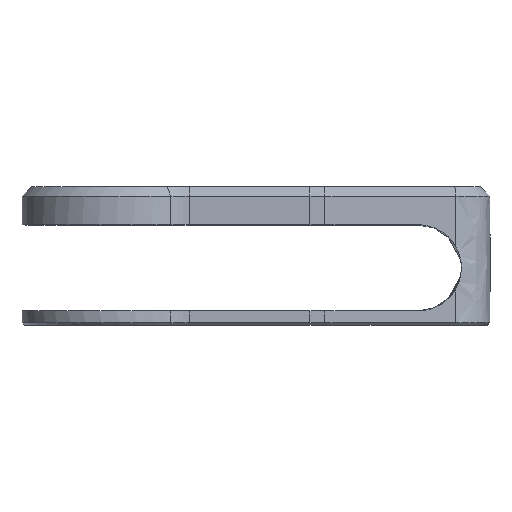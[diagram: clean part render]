
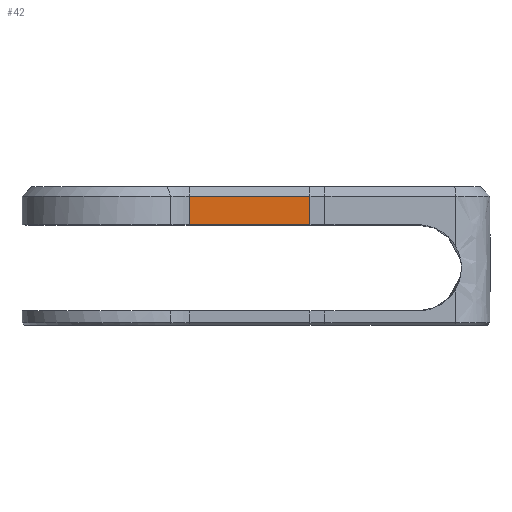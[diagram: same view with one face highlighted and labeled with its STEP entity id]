
A CAD part, top view. The second image highlights one B-rep face of the part: STEP entity #42.
In plain terms, the highlighted free-form (B-spline) face has degree [1, 1] with [2, 2] control points.
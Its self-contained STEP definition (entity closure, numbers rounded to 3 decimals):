
#42=ADVANCED_FACE('',(#211),#4991,.T.);
#211=FACE_OUTER_BOUND('',#380,.T.);
#380=EDGE_LOOP('',(#597,#598,#599,#600));
#597=ORIENTED_EDGE('',*,*,#4204,.T.);
#598=ORIENTED_EDGE('',*,*,#4205,.T.);
#599=ORIENTED_EDGE('',*,*,#4206,.T.);
#600=ORIENTED_EDGE('',*,*,#4207,.T.);
#1755=PCURVE('',#4991,#2735);
#1756=PCURVE('',#4991,#2736);
#1757=PCURVE('',#4991,#2737);
#1758=PCURVE('',#4991,#2738);
#2011=PCURVE('',#5107,#2991);
#2296=PCURVE('',#5042,#3276);
#2340=PCURVE('',#5127,#3320);
#2634=PCURVE('',#5095,#3614);
#2735=DEFINITIONAL_REPRESENTATION('',(#5241),#12956);
#2736=DEFINITIONAL_REPRESENTATION('',(#5243),#12956);
#2737=DEFINITIONAL_REPRESENTATION('',(#5245),#12956);
#2738=DEFINITIONAL_REPRESENTATION('',(#5247),#12956);
#2991=DEFINITIONAL_REPRESENTATION('',(#5660),#12956);
#3276=DEFINITIONAL_REPRESENTATION('',(#6052),#12956);
#3320=DEFINITIONAL_REPRESENTATION('',(#6096),#12956);
#3614=DEFINITIONAL_REPRESENTATION('',(#6417),#12956);
#3714=SURFACE_CURVE('',#5240,(#1755,#2296),.PCURVE_S1.);
#3715=SURFACE_CURVE('',#5242,(#1756,#2340),.PCURVE_S1.);
#3716=SURFACE_CURVE('',#5244,(#1757,#2634),.PCURVE_S1.);
#3717=SURFACE_CURVE('',#5246,(#1758,#2011),.PCURVE_S1.);
#4204=EDGE_CURVE('',#4693,#4694,#3714,.T.);
#4205=EDGE_CURVE('',#4694,#4695,#3715,.T.);
#4206=EDGE_CURVE('',#4695,#4696,#3716,.T.);
#4207=EDGE_CURVE('',#4696,#4693,#3717,.T.);
#4693=VERTEX_POINT('',#8095);
#4694=VERTEX_POINT('',#8096);
#4695=VERTEX_POINT('',#8097);
#4696=VERTEX_POINT('',#8098);
#4991=B_SPLINE_SURFACE_WITH_KNOTS('',1,1,((#6579,#6580),(#6581,#6582)),
 .UNSPECIFIED.,.F.,.F.,.F.,(2,2),(2,2),(-15.194,15.194),
(105.665,112.889),.UNSPECIFIED.);
#5042=B_SPLINE_SURFACE_WITH_KNOTS('',1,1,((#7359,#7360),(#7361,#7362)),
 .UNSPECIFIED.,.F.,.F.,.F.,(2,2),(2,2),(-27.846,2.542),
(-0.3,3.128),.UNSPECIFIED.);
#5095=B_SPLINE_SURFACE_WITH_KNOTS('',1,1,((#7972,#7973),(#7974,#7975)),
 .UNSPECIFIED.,.F.,.F.,.F.,(2,2),(2,2),(-7.334,75.745),
(-48.164,61.686),.UNSPECIFIED.);
#5107=(
BOUNDED_SURFACE()
B_SPLINE_SURFACE(2,1,((#6879,#6880),(#6881,#6882),(#6883,#6884)),
 .UNSPECIFIED.,.F.,.F.,.F.)
B_SPLINE_SURFACE_WITH_KNOTS((3,3),(2,2),(0.,6.824),(0.,7.224),
 .UNSPECIFIED.)
GEOMETRIC_REPRESENTATION_ITEM()
RATIONAL_B_SPLINE_SURFACE(((1.,1.),(0.994,0.994),
(1.,1.)))
REPRESENTATION_ITEM('')
SURFACE()
);
#5127=(
BOUNDED_SURFACE()
B_SPLINE_SURFACE(1,2,((#7395,#7396,#7397,#7398,#7399,#7400,#7401,#7402,
#7403),(#7404,#7405,#7406,#7407,#7408,#7409,#7410,#7411,#7412)),
 .UNSPECIFIED.,.F.,.F.,.F.)
B_SPLINE_SURFACE_WITH_KNOTS((2,2),(3,2,2,2,3),(0.,7.224),(0.,
1.571,3.142,4.712,6.283),
 .UNSPECIFIED.)
GEOMETRIC_REPRESENTATION_ITEM()
RATIONAL_B_SPLINE_SURFACE(((1.,0.707,1.,0.707,1.,
0.707,1.,0.707,1.),(1.,0.707,1.,0.707,
1.,0.707,1.,0.707,1.)))
REPRESENTATION_ITEM('')
SURFACE()
);
#5240=B_SPLINE_CURVE_WITH_KNOTS('',1,(#8703,#8704),.UNSPECIFIED.,.F.,.F.,
(2,2),(0.,25.304),.UNSPECIFIED.);
#5241=B_SPLINE_CURVE_WITH_KNOTS('',1,(#8705,#8706),.UNSPECIFIED.,.F.,.F.,
(2,2),(0.,25.304),.UNSPECIFIED.);
#5242=B_SPLINE_CURVE_WITH_KNOTS('',1,(#8707,#8708),.UNSPECIFIED.,.F.,.F.,
(2,2),(0.,6.),.UNSPECIFIED.);
#5243=B_SPLINE_CURVE_WITH_KNOTS('',1,(#8709,#8710),.UNSPECIFIED.,.F.,.F.,
(2,2),(0.,6.),.UNSPECIFIED.);
#5244=B_SPLINE_CURVE_WITH_KNOTS('',1,(#8711,#8712),.UNSPECIFIED.,.F.,.F.,
(2,2),(0.,25.304),.UNSPECIFIED.);
#5245=B_SPLINE_CURVE_WITH_KNOTS('',1,(#8713,#8714),.UNSPECIFIED.,.F.,.F.,
(2,2),(0.,25.304),.UNSPECIFIED.);
#5246=B_SPLINE_CURVE_WITH_KNOTS('',1,(#8715,#8716),.UNSPECIFIED.,.F.,.F.,
(2,2),(0.,6.),.UNSPECIFIED.);
#5247=B_SPLINE_CURVE_WITH_KNOTS('',1,(#8717,#8718),.UNSPECIFIED.,.F.,.F.,
(2,2),(0.,6.),.UNSPECIFIED.);
#5660=B_SPLINE_CURVE_WITH_KNOTS('',1,(#10498,#10499),.UNSPECIFIED.,.F.,
 .F.,(2,2),(0.,6.),.UNSPECIFIED.);
#6052=B_SPLINE_CURVE_WITH_KNOTS('',1,(#11818,#11819),.UNSPECIFIED.,.F.,
 .F.,(2,2),(0.,25.304),.UNSPECIFIED.);
#6096=B_SPLINE_CURVE_WITH_KNOTS('',1,(#11970,#11971),.UNSPECIFIED.,.F.,
 .F.,(2,2),(0.,6.),.UNSPECIFIED.);
#6417=B_SPLINE_CURVE_WITH_KNOTS('',1,(#12758,#12759),.UNSPECIFIED.,.F.,
 .F.,(2,2),(0.,25.304),.UNSPECIFIED.);
#6579=CARTESIAN_POINT('',(9.958,68.388,20.));
#6580=CARTESIAN_POINT('',(9.958,75.612,20.));
#6581=CARTESIAN_POINT('',(40.346,68.388,20.));
#6582=CARTESIAN_POINT('',(40.346,75.612,20.));
#6879=CARTESIAN_POINT('',(35.978,68.388,19.944));
#6880=CARTESIAN_POINT('',(35.978,75.612,19.944));
#6881=CARTESIAN_POINT('',(39.384,68.388,20.152));
#6882=CARTESIAN_POINT('',(39.384,75.612,20.152));
#6883=CARTESIAN_POINT('',(42.749,68.388,19.59));
#6884=CARTESIAN_POINT('',(42.749,75.612,19.59));
#7359=CARTESIAN_POINT('',(9.958,74.788,20.212));
#7360=CARTESIAN_POINT('',(9.958,77.212,17.788));
#7361=CARTESIAN_POINT('',(40.346,74.788,20.212));
#7362=CARTESIAN_POINT('',(40.346,77.212,17.788));
#7395=CARTESIAN_POINT('',(12.5,68.388,40.));
#7396=CARTESIAN_POINT('',(22.5,68.388,40.));
#7397=CARTESIAN_POINT('',(22.5,68.388,30.));
#7398=CARTESIAN_POINT('',(22.5,68.388,20.));
#7399=CARTESIAN_POINT('',(12.5,68.388,20.));
#7400=CARTESIAN_POINT('',(2.5,68.388,20.));
#7401=CARTESIAN_POINT('',(2.5,68.388,30.));
#7402=CARTESIAN_POINT('',(2.5,68.388,40.));
#7403=CARTESIAN_POINT('',(12.5,68.388,40.));
#7404=CARTESIAN_POINT('',(12.5,75.612,40.));
#7405=CARTESIAN_POINT('',(22.5,75.612,40.));
#7406=CARTESIAN_POINT('',(22.5,75.612,30.));
#7407=CARTESIAN_POINT('',(22.5,75.612,20.));
#7408=CARTESIAN_POINT('',(12.5,75.612,20.));
#7409=CARTESIAN_POINT('',(2.5,75.612,20.));
#7410=CARTESIAN_POINT('',(2.5,75.612,30.));
#7411=CARTESIAN_POINT('',(2.5,75.612,40.));
#7412=CARTESIAN_POINT('',(12.5,75.612,40.));
#7972=CARTESIAN_POINT('',(-31.664,69.,32.334));
#7973=CARTESIAN_POINT('',(78.186,69.,32.334));
#7974=CARTESIAN_POINT('',(-31.664,69.,-50.745));
#7975=CARTESIAN_POINT('',(78.186,69.,-50.745));
#8095=CARTESIAN_POINT('',(37.804,75.,20.));
#8096=CARTESIAN_POINT('',(12.5,75.,20.));
#8097=CARTESIAN_POINT('',(12.5,69.,20.));
#8098=CARTESIAN_POINT('',(37.804,69.,20.));
#8703=CARTESIAN_POINT('',(37.804,75.,20.));
#8704=CARTESIAN_POINT('',(12.5,75.,20.));
#8705=CARTESIAN_POINT('',(12.652,112.277));
#8706=CARTESIAN_POINT('',(-12.652,112.277));
#8707=CARTESIAN_POINT('',(12.5,75.,20.));
#8708=CARTESIAN_POINT('',(12.5,69.,20.));
#8709=CARTESIAN_POINT('',(-12.652,112.277));
#8710=CARTESIAN_POINT('',(-12.652,106.277));
#8711=CARTESIAN_POINT('',(12.5,69.,20.));
#8712=CARTESIAN_POINT('',(37.804,69.,20.));
#8713=CARTESIAN_POINT('',(-12.652,106.277));
#8714=CARTESIAN_POINT('',(12.652,106.277));
#8715=CARTESIAN_POINT('',(37.804,69.,20.));
#8716=CARTESIAN_POINT('',(37.804,75.,20.));
#8717=CARTESIAN_POINT('',(12.652,106.277));
#8718=CARTESIAN_POINT('',(12.652,112.277));
#10498=CARTESIAN_POINT('',(1.836,0.612));
#10499=CARTESIAN_POINT('',(1.836,6.612));
#11818=CARTESIAN_POINT('',(0.,0.));
#11819=CARTESIAN_POINT('',(-25.304,0.));
#11970=CARTESIAN_POINT('',(6.612,3.142));
#11971=CARTESIAN_POINT('',(0.612,3.142));
#12758=CARTESIAN_POINT('',(5.,-4.));
#12759=CARTESIAN_POINT('',(5.,21.304));
#12956=(
GEOMETRIC_REPRESENTATION_CONTEXT(2)
PARAMETRIC_REPRESENTATION_CONTEXT()
REPRESENTATION_CONTEXT('pspace','')
);
